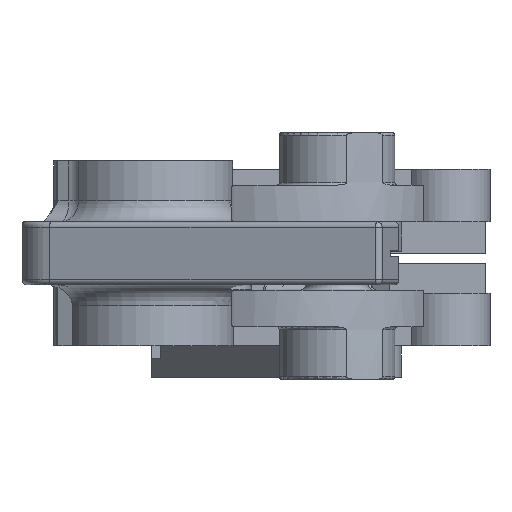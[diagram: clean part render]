
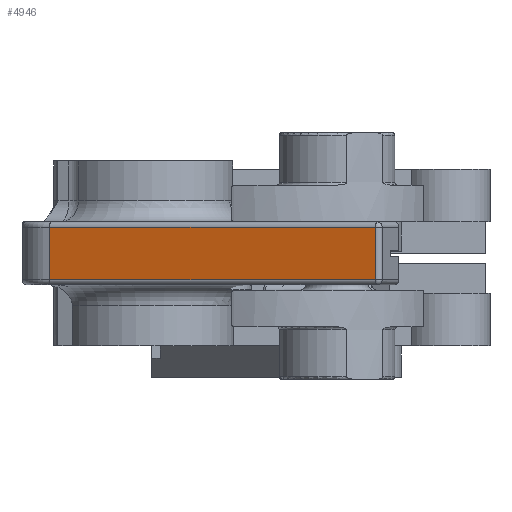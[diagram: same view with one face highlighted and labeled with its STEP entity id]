
A CAD part, left-side view. The second image highlights one B-rep face of the part: STEP entity #4946.
In plain terms, the highlighted face is planar.
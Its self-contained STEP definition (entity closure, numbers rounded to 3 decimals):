
#115=PLANE('',#5333);
#324=FACE_OUTER_BOUND('',#621,.T.);
#621=EDGE_LOOP('',(#3382,#3383,#3384,#3385));
#1277=LINE('',#7568,#1684);
#1281=LINE('',#7587,#1688);
#1284=LINE('',#7597,#1691);
#1290=LINE('',#7742,#1697);
#1684=VECTOR('',#5931,10.);
#1688=VECTOR('',#5951,10.);
#1691=VECTOR('',#5964,10.);
#1697=VECTOR('',#6002,3.86);
#2093=VERTEX_POINT('',#7555);
#2097=VERTEX_POINT('',#7564);
#2102=VERTEX_POINT('',#7580);
#2104=VERTEX_POINT('',#7585);
#2577=EDGE_CURVE('',#2093,#2097,#1277,.T.);
#2586=EDGE_CURVE('',#2104,#2102,#1281,.T.);
#2592=EDGE_CURVE('',#2102,#2093,#1284,.T.);
#2618=EDGE_CURVE('',#2097,#2104,#1290,.T.);
#3382=ORIENTED_EDGE('',*,*,#2577,.F.);
#3383=ORIENTED_EDGE('',*,*,#2592,.F.);
#3384=ORIENTED_EDGE('',*,*,#2586,.F.);
#3385=ORIENTED_EDGE('',*,*,#2618,.F.);
#4946=ADVANCED_FACE('',(#324),#115,.T.);
#5333=AXIS2_PLACEMENT_3D('',#7741,#6000,#6001);
#5931=DIRECTION('',(0.453,0.892,0.));
#5951=DIRECTION('',(-0.453,-0.892,0.));
#5964=DIRECTION('',(0.,0.,-1.));
#6000=DIRECTION('center_axis',(-0.892,0.453,0.));
#6001=DIRECTION('ref_axis',(0.453,0.892,0.));
#6002=DIRECTION('',(0.,0.,1.));
#7555=CARTESIAN_POINT('',(-106.034,12.509,-2.5));
#7564=CARTESIAN_POINT('',(-91.222,41.682,-2.5));
#7568=CARTESIAN_POINT('',(-101.408,21.621,-2.5));
#7580=CARTESIAN_POINT('',(-106.034,12.509,2.5));
#7585=CARTESIAN_POINT('',(-91.222,41.682,2.5));
#7587=CARTESIAN_POINT('',(-101.345,21.744,2.5));
#7597=CARTESIAN_POINT('',(-106.034,12.509,1.5));
#7741=CARTESIAN_POINT('Origin',(-108.615,7.425,3.));
#7742=CARTESIAN_POINT('',(-91.222,41.682,0.825));
